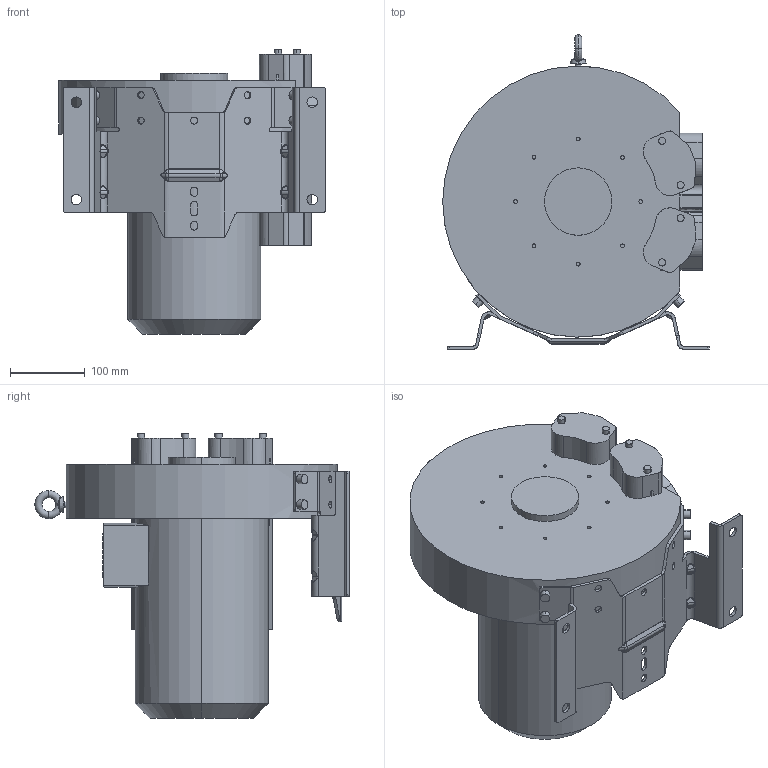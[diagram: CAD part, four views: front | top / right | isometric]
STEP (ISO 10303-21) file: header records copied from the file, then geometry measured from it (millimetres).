
FILE_DESCRIPTION(/* description */ (''),/* implementation_level */ '2;1');
FILE_NAME(/* name */ '4RB 410-0AQ27-1-50HZ.stp',/* time_stamp */ '2025-12-12T14:22:24+08:00',/* author */ (''),/* organization */ (''),/* preprocessor_version */ 'ST-DEVELOPER v16',/* originating_system */ 'SIEMENS PLM Software NX 11.0',/* authorisation */ '');
FILE_SCHEMA (('AUTOMOTIVE_DESIGN { 1 0 10303 214 3 1 1 1 }'));
Length unit declared in the file: millimetre
Products named in the file (1): Admi2CBCC2354ytf
Bounding box: 355.95 x 419.71 x 380.35 mm (x, y, z)
Volume: 15979231.4 mm3; surface area: 704970.1 mm2
Topology: 1 solids, 1 shells, 516 faces, 1327 edges, 849 vertices
Faces by surface type: cylinder 245, plane 172, bspline 78, torus 10, cone 7, sphere 4
Full cylindrical faces by diameter (mm): 26 x1, 59 x1
Entity records: 20137 total; most frequent: CARTESIAN_POINT 8123, ORIENTED_EDGE 2640, DIRECTION 2298, EDGE_CURVE 1320, AXIS2_PLACEMENT_3D 866, VERTEX_POINT 848, EDGE_LOOP 590, LINE 566
